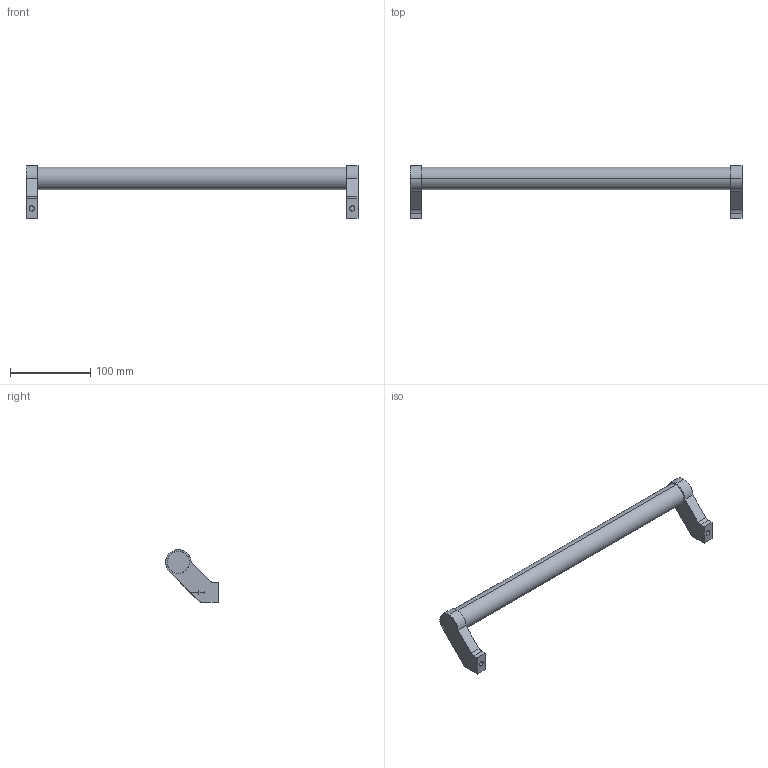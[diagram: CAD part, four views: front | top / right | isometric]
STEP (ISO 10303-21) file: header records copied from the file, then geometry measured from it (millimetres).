
FILE_DESCRIPTION(('STEP AP214'),'1');
FILE_NAME('HALDERN_EH_24321_0120.stp','2020-02-28T09:40:35',('TraceParts'),('TraceParts S.A.'),'Spatial InterOp 3D',' ',' ');
FILE_SCHEMA(('AUTOMOTIVE_DESIGN { 1 0 10303 214 1 1 1 1 }'));
Length unit declared in the file: millimetre
Products named in the file (1): HALDERN_EH_24321_0120_1
Bounding box: 414 x 65.97 x 66 mm (x, y, z)
Volume: 297276.2 mm3; surface area: 51610.9 mm2
Topology: 3 solids, 3 shells, 60 faces, 136 edges, 92 vertices
Faces by surface type: cylinder 34, plane 26
Entity records: 2236 total; most frequent: DIRECTION 334, CARTESIAN_POINT 291, ORIENTED_EDGE 272, EDGE_CURVE 136, AXIS2_PLACEMENT_3D 135, VERTEX_POINT 92, EDGE_LOOP 74, LINE 64
